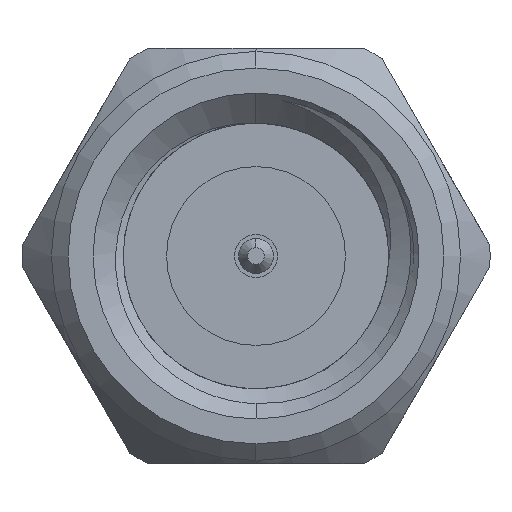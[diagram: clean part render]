
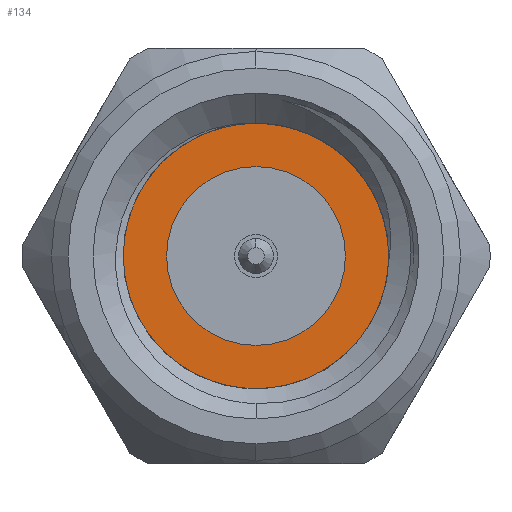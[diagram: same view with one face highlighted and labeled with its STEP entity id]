
A CAD part, left-side view. The second image highlights one B-rep face of the part: STEP entity #134.
In plain terms, the highlighted planar face has unit normal (-1, 0, 0).
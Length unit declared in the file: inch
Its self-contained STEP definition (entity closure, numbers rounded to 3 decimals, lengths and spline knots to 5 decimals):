
#19 = CARTESIAN_POINT ( 'NONE',  ( 0.13266, 0.02179, 0.09247 ) ) ;
#32 = VERTEX_POINT ( 'NONE', #19 ) ;
#55 = CARTESIAN_POINT ( 'NONE',  ( 0.13266, -0.07866, -0.01389 ) ) ;
#79 = CIRCLE ( 'NONE', #744, 0.05377 ) ;
#121 = FACE_OUTER_BOUND ( 'NONE', #693, .T. ) ;
#133 = CIRCLE ( 'NONE', #1466, 0.095 ) ;
#134 = ADVANCED_FACE ( 'NONE', ( #121, #2647 ), #159, .T. ) ;
#143 = CARTESIAN_POINT ( 'NONE',  ( 0.13266, 0., -0.05377 ) ) ;
#148 = DIRECTION ( 'NONE',  ( 1., 0., 0. ) ) ;
#159 = PLANE ( 'NONE',  #2611 ) ;
#178 = VERTEX_POINT ( 'NONE', #143 ) ;
#192 = CARTESIAN_POINT ( 'NONE',  ( 0.13266, -0.00698, 0.09279 ) ) ;
#218 = CARTESIAN_POINT ( 'NONE',  ( 0.13266, 0.00473, -0.08045 ) ) ;
#242 = CARTESIAN_POINT ( 'NONE',  ( 0.13266, 0.02243, -0.07772 ) ) ;
#250 = CARTESIAN_POINT ( 'NONE',  ( 0.13266, -0.02152, -0.07711 ) ) ;
#266 = CARTESIAN_POINT ( 'NONE',  ( 0.13266, 0.08544, 0.03961 ) ) ;
#354 = CARTESIAN_POINT ( 'NONE',  ( 0.13266, 0.08265, 0.04621 ) ) ;
#362 = EDGE_CURVE ( 'NONE', #1944, #2819, #841, .T. ) ;
#447 = CARTESIAN_POINT ( 'NONE',  ( 0.13266, 0.0152, -0.07842 ) ) ;
#457 = CARTESIAN_POINT ( 'NONE',  ( 0.13266, -0.05241, 0.07158 ) ) ;
#490 = CARTESIAN_POINT ( 'NONE',  ( 0.13266, 0.09052, 0.01858 ) ) ;
#497 = CARTESIAN_POINT ( 'NONE',  ( 0.13266, -0.0409, -0.06882 ) ) ;
#518 = B_SPLINE_CURVE_WITH_KNOTS ( 'NONE', 3,
 ( #1588, #1146, #1850, #192, #667, #1103, #2061, #2729, #457, #1117, #1322, #877, #2489, #646, #2517, #2744, #1807, #2530 ),
 .UNSPECIFIED., .F., .F.,
 ( 4, 2, 2, 2, 2, 2, 2, 2, 4 ),
 ( 0., 0.00055, 0.0011, 0.00164, 0.00219, 0.00274, 0.00329, 0.00384, 0.00438 ),
 .UNSPECIFIED. ) ;
#531 = EDGE_CURVE ( 'NONE', #32, #2127, #518, .T. ) ;
#613 = CARTESIAN_POINT ( 'NONE',  ( 0.13266, 0., 0. ) ) ;
#622 = DIRECTION ( 'NONE',  ( 1., 0., 0. ) ) ;
#646 = CARTESIAN_POINT ( 'NONE',  ( 0.13266, -0.08075, 0.02209 ) ) ;
#667 = CARTESIAN_POINT ( 'NONE',  ( 0.13266, -0.01423, 0.09137 ) ) ;
#693 = EDGE_LOOP ( 'NONE', ( #2250, #1305, #1044, #1050 ) ) ;
#710 = CARTESIAN_POINT ( 'NONE',  ( 0.13266, -0.06431, -0.04767 ) ) ;
#716 = CARTESIAN_POINT ( 'NONE',  ( 0.13266, 0.09049, -0.00295 ) ) ;
#731 = CARTESIAN_POINT ( 'NONE',  ( 0.13266, 0.04287, -0.07103 ) ) ;
#744 = AXIS2_PLACEMENT_3D ( 'NONE', #1987, #622, #1812 ) ;
#767 = VERTEX_POINT ( 'NONE', #2382 ) ;
#788 = CARTESIAN_POINT ( 'NONE',  ( 0.13266, 0.05377, 0. ) ) ;
#791 = DIRECTION ( 'NONE',  ( 1., 0., 0. ) ) ;
#841 = B_SPLINE_CURVE_WITH_KNOTS ( 'NONE', 3,
 ( #2780, #242, #1859, #731, #1154, #2523, #2766, #2833, #1167, #2080, #1647, #716, #1632, #490, #1407, #266, #354, #1262 ),
 .UNSPECIFIED., .F., .F.,
 ( 4, 2, 2, 2, 2, 2, 2, 2, 4 ),
 ( 0., 0.00055, 0.00109, 0.00164, 0.00218, 0.00273, 0.00327, 0.00382, 0.00437 ),
 .UNSPECIFIED. ) ;
#877 = CARTESIAN_POINT ( 'NONE',  ( 0.13266, -0.07409, 0.04283 ) ) ;
#891 = EDGE_CURVE ( 'NONE', #2819, #32, #133, .T. ) ;
#910 = CARTESIAN_POINT ( 'NONE',  ( 0.13266, 0.0152, -0.07842 ) ) ;
#923 = CARTESIAN_POINT ( 'NONE',  ( 0.13266, -0.05362, -0.05944 ) ) ;
#946 = CIRCLE ( 'NONE', #1714, 0.05377 ) ;
#955 = CARTESIAN_POINT ( 'NONE',  ( 0.13266, -0.00588, -0.08037 ) ) ;
#968 = CARTESIAN_POINT ( 'NONE',  ( 0.13266, -0.02654, -0.07552 ) ) ;
#1044 = ORIENTED_EDGE ( 'NONE', *, *, #362, .F. ) ;
#1050 = ORIENTED_EDGE ( 'NONE', *, *, #1887, .F. ) ;
#1103 = CARTESIAN_POINT ( 'NONE',  ( 0.13266, -0.02791, 0.0869 ) ) ;
#1117 = CARTESIAN_POINT ( 'NONE',  ( 0.13266, -0.06244, 0.0612 ) ) ;
#1146 = CARTESIAN_POINT ( 'NONE',  ( 0.13266, 0.01458, 0.09356 ) ) ;
#1154 = CARTESIAN_POINT ( 'NONE',  ( 0.13266, 0.04931, -0.06758 ) ) ;
#1167 = CARTESIAN_POINT ( 'NONE',  ( 0.13266, 0.07922, -0.03695 ) ) ;
#1176 = CARTESIAN_POINT ( 'NONE',  ( 0.13266, -0.07285, -0.03441 ) ) ;
#1242 = DIRECTION ( 'NONE',  ( -1., 0., 0. ) ) ;
#1247 = DIRECTION ( 'NONE',  ( 0., 0., -1. ) ) ;
#1262 = CARTESIAN_POINT ( 'NONE',  ( 0.13265, 0.07913, 0.05255 ) ) ;
#1305 = ORIENTED_EDGE ( 'NONE', *, *, #891, .F. ) ;
#1322 = CARTESIAN_POINT ( 'NONE',  ( 0.13266, -0.06688, 0.05531 ) ) ;
#1369 = CARTESIAN_POINT ( 'NONE',  ( 0.13266, -0.07681, -0.02438 ) ) ;
#1389 = EDGE_CURVE ( 'NONE', #178, #767, #946, .T. ) ;
#1401 = CARTESIAN_POINT ( 'NONE',  ( 0.13266, -0.06097, -0.05188 ) ) ;
#1407 = CARTESIAN_POINT ( 'NONE',  ( 0.13266, 0.08937, 0.02581 ) ) ;
#1466 = AXIS2_PLACEMENT_3D ( 'NONE', #1970, #148, #1247 ) ;
#1588 = CARTESIAN_POINT ( 'NONE',  ( 0.13266, 0.02179, 0.09247 ) ) ;
#1602 = CARTESIAN_POINT ( 'NONE',  ( 0.13266, -0.04961, -0.06283 ) ) ;
#1632 = CARTESIAN_POINT ( 'NONE',  ( 0.13266, 0.09107, 0.00428 ) ) ;
#1647 = CARTESIAN_POINT ( 'NONE',  ( 0.13266, 0.08762, -0.01708 ) ) ;
#1688 = ORIENTED_EDGE ( 'NONE', *, *, #2649, .T. ) ;
#1709 = DIRECTION ( 'NONE',  ( 0., 0., 1. ) ) ;
#1714 = AXIS2_PLACEMENT_3D ( 'NONE', #613, #791, #1727 ) ;
#1727 = DIRECTION ( 'NONE',  ( 0., 0., -1. ) ) ;
#1749 = CARTESIAN_POINT ( 'NONE',  ( 0.13266, -0.07866, -0.01389 ) ) ;
#1807 = CARTESIAN_POINT ( 'NONE',  ( 0.13266, -0.08064, -0.00685 ) ) ;
#1812 = DIRECTION ( 'NONE',  ( 0., 0., -1. ) ) ;
#1850 = CARTESIAN_POINT ( 'NONE',  ( 0.13266, 0.00738, 0.09383 ) ) ;
#1859 = CARTESIAN_POINT ( 'NONE',  ( 0.13266, 0.0294, -0.07609 ) ) ;
#1887 = EDGE_CURVE ( 'NONE', #2127, #1944, #2834, .T. ) ;
#1944 = VERTEX_POINT ( 'NONE', #910 ) ;
#1969 = ORIENTED_EDGE ( 'NONE', *, *, #1389, .T. ) ;
#1970 = CARTESIAN_POINT ( 'NONE',  ( 0.13266, 0., 0. ) ) ;
#1987 = CARTESIAN_POINT ( 'NONE',  ( 0.13266, 0., 0. ) ) ;
#2061 = CARTESIAN_POINT ( 'NONE',  ( 0.13266, -0.03443, 0.08387 ) ) ;
#2063 = CARTESIAN_POINT ( 'NONE',  ( 0.13266, -0.03621, -0.07139 ) ) ;
#2080 = CARTESIAN_POINT ( 'NONE',  ( 0.13266, 0.08536, -0.02388 ) ) ;
#2127 = VERTEX_POINT ( 'NONE', #1749 ) ;
#2250 = ORIENTED_EDGE ( 'NONE', *, *, #531, .F. ) ;
#2382 = CARTESIAN_POINT ( 'NONE',  ( 0.13266, 0., 0.05377 ) ) ;
#2489 = CARTESIAN_POINT ( 'NONE',  ( 0.13266, -0.07696, 0.03609 ) ) ;
#2517 = CARTESIAN_POINT ( 'NONE',  ( 0.13266, -0.08169, 0.01495 ) ) ;
#2523 = CARTESIAN_POINT ( 'NONE',  ( 0.13266, 0.06095, -0.05923 ) ) ;
#2530 = CARTESIAN_POINT ( 'NONE',  ( 0.13266, -0.07866, -0.01389 ) ) ;
#2574 = EDGE_LOOP ( 'NONE', ( #1969, #1688 ) ) ;
#2611 = AXIS2_PLACEMENT_3D ( 'NONE', #788, #1242, #1709 ) ;
#2647 = FACE_BOUND ( 'NONE', #2574, .T. ) ;
#2649 = EDGE_CURVE ( 'NONE', #767, #178, #79, .T. ) ;
#2729 = CARTESIAN_POINT ( 'NONE',  ( 0.13266, -0.0468, 0.07613 ) ) ;
#2744 = CARTESIAN_POINT ( 'NONE',  ( 0.13266, -0.08164, 0.00042 ) ) ;
#2766 = CARTESIAN_POINT ( 'NONE',  ( 0.13266, 0.0663, -0.05421 ) ) ;
#2780 = CARTESIAN_POINT ( 'NONE',  ( 0.13266, 0.0152, -0.07842 ) ) ;
#2819 = VERTEX_POINT ( 'NONE', #2823 ) ;
#2823 = CARTESIAN_POINT ( 'NONE',  ( 0.13265, 0.07913, 0.05255 ) ) ;
#2833 = CARTESIAN_POINT ( 'NONE',  ( 0.13266, 0.07539, -0.0431 ) ) ;
#2834 = B_SPLINE_CURVE_WITH_KNOTS ( 'NONE', 3,
 ( #55, #1369, #1176, #710, #1401, #923, #1602, #497, #2063, #968, #250, #955, #218, #447 ),
 .UNSPECIFIED., .F., .F.,
 ( 4, 2, 2, 2, 2, 2, 4 ),
 ( 0., 0.00081, 0.00121, 0.00162, 0.00202, 0.00243, 0.00324 ),
 .UNSPECIFIED. ) ;
